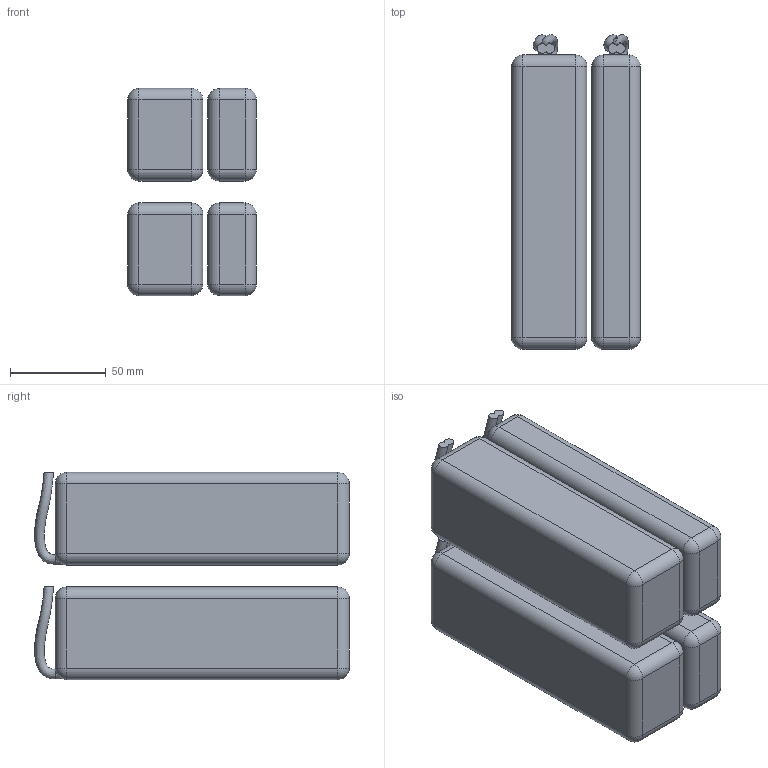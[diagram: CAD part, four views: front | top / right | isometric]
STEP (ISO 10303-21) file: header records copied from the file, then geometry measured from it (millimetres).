
FILE_DESCRIPTION(/* description */ (''),/* implementation_level */ '2;1');
FILE_NAME(/* name */ 'Akkus_v1.step',/* time_stamp */ '2025-03-29T15:21:12+01:00',/* author */ (''),/* organization */ (''),/* preprocessor_version */ 'ST-DEVELOPER v20.1',/* originating_system */ 'Autodesk Translation Framework v14.4.0.0',/* authorisation */ '');
FILE_SCHEMA (('AUTOMOTIVE_DESIGN { 1 0 10303 214 3 1 1 }'));
Length unit declared in the file: millimetre
Products named in the file (1): Akkus
Bounding box: 67.5 x 164.75 x 108.5 mm (x, y, z)
Volume: 951338.5 mm3; surface area: 108604.1 mm2
Topology: 8 solids, 8 shells, 128 faces, 248 edges, 136 vertices
Faces by surface type: cylinder 56, plane 32, sphere 32, bspline 8
Entity records: 5178 total; most frequent: CARTESIAN_POINT 2457, DIRECTION 618, ORIENTED_EDGE 496, AXIS2_PLACEMENT_3D 257, EDGE_CURVE 248, CIRCLE 136, VERTEX_POINT 136, FACE_OUTER_BOUND 128
